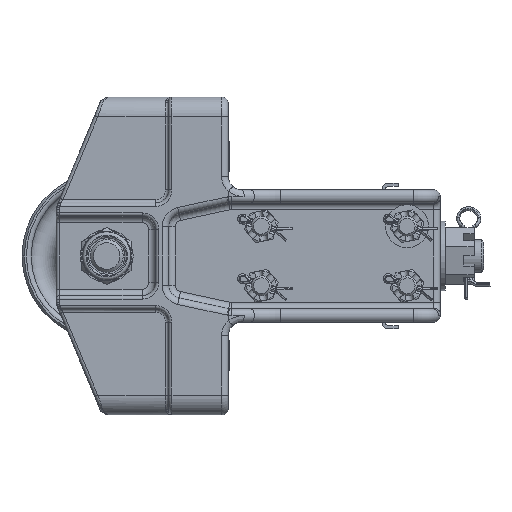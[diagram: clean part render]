
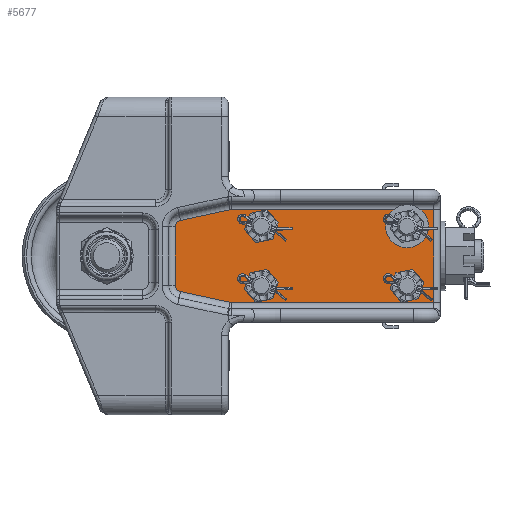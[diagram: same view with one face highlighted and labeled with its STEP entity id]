
A CAD part, left-side view. The second image highlights one B-rep face of the part: STEP entity #5677.
In plain terms, the highlighted planar face has unit normal (-1, 0, 0).
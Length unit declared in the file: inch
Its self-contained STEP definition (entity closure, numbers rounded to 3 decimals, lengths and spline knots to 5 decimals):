
#660=CARTESIAN_POINT('',(-0.62484,0.5625,-2.777));
#661=VERTEX_POINT('',#660);
#662=CARTESIAN_POINT('',(-0.62484,0.5625,-2.98012));
#663=DIRECTION('',(1.0,0.0,0.0));
#664=DIRECTION('',(0.0,0.0,1.0));
#665=AXIS2_PLACEMENT_3D('',#662,#663,#664);
#666=CIRCLE('',#665,0.20313);
#667=EDGE_CURVE('',#661,#661,#666,.T.);
#688=CARTESIAN_POINT('',(-0.62484,0.5625,-0.027));
#689=VERTEX_POINT('',#688);
#690=CARTESIAN_POINT('',(-0.62484,0.5625,-0.23012));
#691=DIRECTION('',(1.0,0.0,0.0));
#692=DIRECTION('',(0.0,0.0,1.0));
#693=AXIS2_PLACEMENT_3D('',#690,#691,#692);
#694=CIRCLE('',#693,0.20313);
#695=EDGE_CURVE('',#689,#689,#694,.T.);
#716=CARTESIAN_POINT('',(-0.62484,-0.5625,-0.027));
#717=VERTEX_POINT('',#716);
#718=CARTESIAN_POINT('',(-0.62484,-0.5625,-0.23012));
#719=DIRECTION('',(1.0,0.0,0.0));
#720=DIRECTION('',(0.0,0.0,1.0));
#721=AXIS2_PLACEMENT_3D('',#718,#719,#720);
#722=CIRCLE('',#721,0.20313);
#723=EDGE_CURVE('',#717,#717,#722,.T.);
#744=CARTESIAN_POINT('',(-0.62484,-0.5625,-2.777));
#745=VERTEX_POINT('',#744);
#746=CARTESIAN_POINT('',(-0.62484,-0.5625,-2.98012));
#747=DIRECTION('',(1.0,0.0,0.0));
#748=DIRECTION('',(0.0,0.0,1.0));
#749=AXIS2_PLACEMENT_3D('',#746,#747,#748);
#750=CIRCLE('',#749,0.20313);
#751=EDGE_CURVE('',#745,#745,#750,.T.);
#763=CARTESIAN_POINT('',(-0.62484,-0.875,-3.48012));
#764=VERTEX_POINT('',#763);
#772=CARTESIAN_POINT('',(-0.62484,0.875,-3.48012));
#773=VERTEX_POINT('',#772);
#774=CARTESIAN_POINT('',(-0.62484,-0.875,-3.48012));
#775=DIRECTION('',(0.0,1.0,0.0));
#776=VECTOR('',#775,1.75);
#777=LINE('',#774,#776);
#778=EDGE_CURVE('',#764,#773,#777,.T.);
#5363=CARTESIAN_POINT('',(-0.62484,0.87218,0.36332));
#5364=VERTEX_POINT('',#5363);
#5381=CARTESIAN_POINT('',(-0.62484,0.875,0.33691));
#5382=VERTEX_POINT('',#5381);
#5390=CARTESIAN_POINT('',(-0.62484,0.75,0.33691));
#5391=DIRECTION('',(1.,0.,0.));
#5392=DIRECTION('',(0.,0.994,0.106));
#5393=AXIS2_PLACEMENT_3D('',#5390,#5391,#5392);
#5394=CIRCLE('',#5393,0.125);
#5395=EDGE_CURVE('',#5382,#5364,#5394,.T.);
#5405=CARTESIAN_POINT('',(-0.62484,0.67045,1.29629));
#5406=VERTEX_POINT('',#5405);
#5416=CARTESIAN_POINT('',(-0.62484,0.87218,0.36332));
#5417=DIRECTION('',(0.0,-0.211,0.977));
#5418=VECTOR('',#5417,0.95453);
#5419=LINE('',#5416,#5418);
#5420=EDGE_CURVE('',#5364,#5406,#5419,.T.);
#5431=CARTESIAN_POINT('',(-0.62484,0.875,-3.48012));
#5432=DIRECTION('',(0.0,0.0,1.0));
#5433=VECTOR('',#5432,3.81703);
#5434=LINE('',#5431,#5433);
#5435=EDGE_CURVE('',#773,#5382,#5434,.T.);
#5471=CARTESIAN_POINT('',(-0.62484,0.54828,1.39488));
#5472=VERTEX_POINT('',#5471);
#5482=CARTESIAN_POINT('',(-0.62484,0.54828,1.26988));
#5483=DIRECTION('',(1.0,0.,0.));
#5484=DIRECTION('',(0.,0.628,0.778));
#5485=AXIS2_PLACEMENT_3D('',#5482,#5483,#5484);
#5486=CIRCLE('',#5485,0.125);
#5487=EDGE_CURVE('',#5406,#5472,#5486,.T.);
#5497=CARTESIAN_POINT('',(-0.62484,-0.54828,1.39488));
#5498=VERTEX_POINT('',#5497);
#5508=CARTESIAN_POINT('',(-0.62484,0.54828,1.39488));
#5509=DIRECTION('',(0.0,-1.0,0.0));
#5510=VECTOR('',#5509,1.09655);
#5511=LINE('',#5508,#5510);
#5512=EDGE_CURVE('',#5472,#5498,#5511,.T.);
#5540=CARTESIAN_POINT('',(-0.62484,-0.67045,1.29629));
#5541=VERTEX_POINT('',#5540);
#5551=CARTESIAN_POINT('',(-0.62484,-0.54828,1.26988));
#5552=DIRECTION('',(1.,0.,0.));
#5553=DIRECTION('',(0.,-0.628,0.778));
#5554=AXIS2_PLACEMENT_3D('',#5551,#5552,#5553);
#5555=CIRCLE('',#5554,0.125);
#5556=EDGE_CURVE('',#5498,#5541,#5555,.T.);
#5566=CARTESIAN_POINT('',(-0.62484,-0.87218,0.36332));
#5567=VERTEX_POINT('',#5566);
#5577=CARTESIAN_POINT('',(-0.62484,-0.67045,1.29629));
#5578=DIRECTION('',(0.0,-0.211,-0.977));
#5579=VECTOR('',#5578,0.95453);
#5580=LINE('',#5577,#5579);
#5581=EDGE_CURVE('',#5541,#5567,#5580,.T.);
#5609=CARTESIAN_POINT('',(-0.62484,-0.875,0.33691));
#5610=VERTEX_POINT('',#5609);
#5620=CARTESIAN_POINT('',(-0.62484,-0.75,0.33691));
#5621=DIRECTION('',(1.,0.,0.));
#5622=DIRECTION('',(0.,-0.994,0.106));
#5623=AXIS2_PLACEMENT_3D('',#5620,#5621,#5622);
#5624=CIRCLE('',#5623,0.125);
#5625=EDGE_CURVE('',#5567,#5610,#5624,.T.);
#5638=CARTESIAN_POINT('',(-0.62484,-0.875,0.33691));
#5639=DIRECTION('',(0.0,0.0,-1.0));
#5640=VECTOR('',#5639,3.81703);
#5641=LINE('',#5638,#5640);
#5642=EDGE_CURVE('',#5610,#764,#5641,.T.);
#5648=CARTESIAN_POINT('',(-0.62484,0.,-1.12776));
#5649=DIRECTION('',(1.0,0.0,0.0));
#5650=DIRECTION('',(0.0,0.0,-1.0));
#5651=AXIS2_PLACEMENT_3D('',#5648,#5649,#5650);
#5652=PLANE('',#5651);
#5653=ORIENTED_EDGE('',*,*,#778,.F.);
#5654=ORIENTED_EDGE('',*,*,#5642,.F.);
#5655=ORIENTED_EDGE('',*,*,#5625,.F.);
#5656=ORIENTED_EDGE('',*,*,#5581,.F.);
#5657=ORIENTED_EDGE('',*,*,#5556,.F.);
#5658=ORIENTED_EDGE('',*,*,#5512,.F.);
#5659=ORIENTED_EDGE('',*,*,#5487,.F.);
#5660=ORIENTED_EDGE('',*,*,#5420,.F.);
#5661=ORIENTED_EDGE('',*,*,#5395,.F.);
#5662=ORIENTED_EDGE('',*,*,#5435,.F.);
#5663=EDGE_LOOP('',(#5653,#5654,#5655,#5656,#5657,#5658,#5659,#5660,#5661,#5662));
#5664=FACE_OUTER_BOUND('',#5663,.T.);
#5665=ORIENTED_EDGE('',*,*,#667,.T.);
#5666=EDGE_LOOP('',(#5665));
#5667=FACE_BOUND('',#5666,.T.);
#5668=ORIENTED_EDGE('',*,*,#695,.T.);
#5669=EDGE_LOOP('',(#5668));
#5670=FACE_BOUND('',#5669,.T.);
#5671=ORIENTED_EDGE('',*,*,#723,.T.);
#5672=EDGE_LOOP('',(#5671));
#5673=FACE_BOUND('',#5672,.T.);
#5674=ORIENTED_EDGE('',*,*,#751,.T.);
#5675=EDGE_LOOP('',(#5674));
#5676=FACE_BOUND('',#5675,.T.);
#5677=ADVANCED_FACE('',(#5664,#5667,#5670,#5673,#5676),#5652,.F.);
